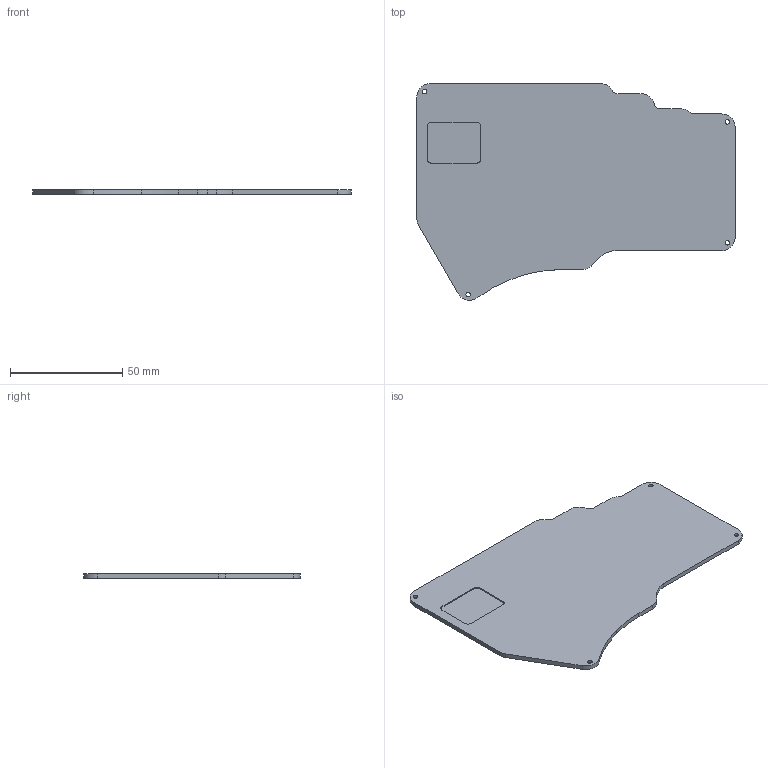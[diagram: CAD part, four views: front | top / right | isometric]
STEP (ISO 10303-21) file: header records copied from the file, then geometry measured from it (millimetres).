
FILE_DESCRIPTION(/* description */ (''),/* implementation_level */ '2;1');
FILE_NAME(/* name */ 'bottom_right.step',/* time_stamp */ '2023-07-29T01:34:57+10:00',/* author */ (''),/* organization */ (''),/* preprocessor_version */ 'ST-DEVELOPER v20',/* originating_system */ 'Autodesk Translation Framework v12.9.0.99',/* authorisation */ '');
FILE_SCHEMA (('AUTOMOTIVE_DESIGN { 1 0 10303 214 3 1 1 }'));
Length unit declared in the file: millimetre
Products named in the file (1): (Unsaved)
Bounding box: 142 x 96.62 x 2 mm (x, y, z)
Volume: 21455.1 mm3; surface area: 22631.2 mm2
Topology: 1 solids, 1 shells, 44 faces, 119 edges, 78 vertices
Faces by surface type: cylinder 23, plane 17, cone 4
Full cylindrical faces by diameter (mm): 2 x4
Entity records: 1684 total; most frequent: DIRECTION 259, CARTESIAN_POINT 242, ORIENTED_EDGE 238, EDGE_CURVE 119, AXIS2_PLACEMENT_3D 95, VERTEX_POINT 78, LINE 69, VECTOR 69
